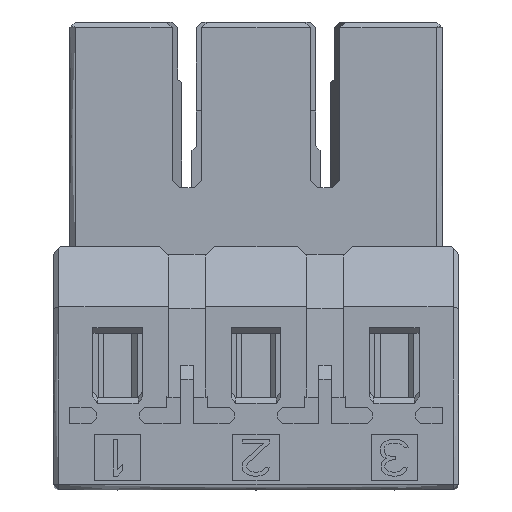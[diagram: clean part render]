
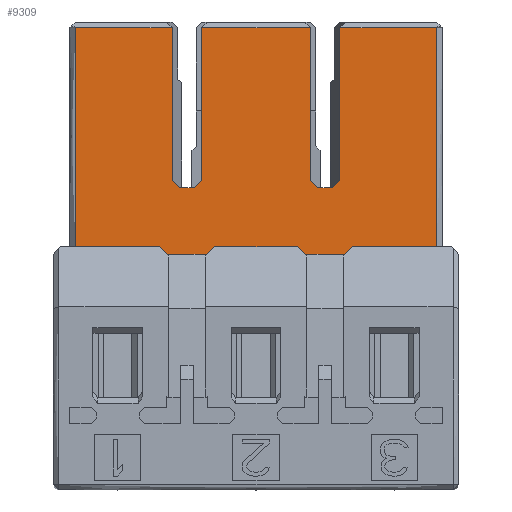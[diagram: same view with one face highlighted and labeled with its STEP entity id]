
A CAD part, front view. The second image highlights one B-rep face of the part: STEP entity #9309.
In plain terms, the highlighted free-form (B-spline) face has degree [1, 1] with [2, 2] control points.
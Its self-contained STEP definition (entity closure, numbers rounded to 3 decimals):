
#41=CARTESIAN_POINT('',(-23.6,-2.82,-2.5));
#42=VERTEX_POINT('',#41);
#48=CARTESIAN_POINT('',(-24.,-2.82,-2.1));
#49=VERTEX_POINT('',#48);
#50=CARTESIAN_POINT('',(-23.6,-2.82,-2.5));
#51=CARTESIAN_POINT('',(-24.,-2.82,-2.1));
#52=B_SPLINE_CURVE_WITH_KNOTS('',1,(#50,#51),.POLYLINE_FORM.,.F.,.U.,(2,2),(0.2,1.),.UNSPECIFIED.);
#53=EDGE_CURVE('',#42,#49,#52,.T.);
#195=CARTESIAN_POINT('',(-21.,-2.82,-2.1));
#196=VERTEX_POINT('',#195);
#197=CARTESIAN_POINT('',(-21.4,-2.82,-2.5));
#198=VERTEX_POINT('',#197);
#199=CARTESIAN_POINT('',(-21.,-2.82,-2.1));
#200=CARTESIAN_POINT('',(-21.4,-2.82,-2.5));
#201=B_SPLINE_CURVE_WITH_KNOTS('',1,(#199,#200),.POLYLINE_FORM.,.F.,.U.,(2,2),(0.,0.8),.UNSPECIFIED.);
#202=EDGE_CURVE('',#196,#198,#201,.T.);
#266=CARTESIAN_POINT('',(-16.45,-2.82,-2.1));
#267=VERTEX_POINT('',#266);
#276=CARTESIAN_POINT('',(-16.45,-2.82,-2.1));
#277=CARTESIAN_POINT('',(-21.,-2.82,-2.1));
#278=B_SPLINE_CURVE_WITH_KNOTS('',1,(#276,#277),.POLYLINE_FORM.,.F.,.U.,(2,2),(0.,1.),.UNSPECIFIED.);
#279=EDGE_CURVE('',#267,#196,#278,.T.);
#291=CARTESIAN_POINT('',(-22.1,-2.82,1.1));
#292=VERTEX_POINT('',#291);
#298=CARTESIAN_POINT('',(-21.7,-2.82,1.5));
#299=VERTEX_POINT('',#298);
#300=CARTESIAN_POINT('',(-22.1,-2.82,1.1));
#301=CARTESIAN_POINT('',(-21.7,-2.82,1.5));
#302=B_SPLINE_CURVE_WITH_KNOTS('',1,(#300,#301),.POLYLINE_FORM.,.F.,.U.,(2,2),(0.,1.),.UNSPECIFIED.);
#303=EDGE_CURVE('',#292,#299,#302,.T.);
#327=CARTESIAN_POINT('',(-22.9,-2.82,1.1));
#328=VERTEX_POINT('',#327);
#334=CARTESIAN_POINT('',(-22.9,-2.82,1.1));
#335=CARTESIAN_POINT('',(-22.1,-2.82,1.1));
#336=B_SPLINE_CURVE_WITH_KNOTS('',1,(#334,#335),.POLYLINE_FORM.,.F.,.U.,(2,2),(0.,1.),.UNSPECIFIED.);
#337=EDGE_CURVE('',#328,#292,#336,.T.);
#355=CARTESIAN_POINT('',(-23.3,-2.82,1.5));
#356=VERTEX_POINT('',#355);
#362=CARTESIAN_POINT('',(-23.3,-2.82,1.5));
#363=CARTESIAN_POINT('',(-22.9,-2.82,1.1));
#364=B_SPLINE_CURVE_WITH_KNOTS('',1,(#362,#363),.POLYLINE_FORM.,.F.,.U.,(2,2),(0.,1.),.UNSPECIFIED.);
#365=EDGE_CURVE('',#356,#328,#364,.T.);
#2582=CARTESIAN_POINT('',(-28.5,-2.82,-2.1));
#2583=VERTEX_POINT('',#2582);
#2597=CARTESIAN_POINT('',(-24.,-2.82,-2.1));
#2598=CARTESIAN_POINT('',(-28.5,-2.82,-2.1));
#2599=B_SPLINE_CURVE_WITH_KNOTS('',1,(#2597,#2598),.POLYLINE_FORM.,.F.,.U.,(2,2),(0.,1.),.UNSPECIFIED.);
#2600=EDGE_CURVE('',#49,#2583,#2599,.T.);
#3107=CARTESIAN_POINT('',(-28.9,-2.82,-2.5));
#3108=VERTEX_POINT('',#3107);
#3109=CARTESIAN_POINT('',(-28.5,-2.82,-2.1));
#3110=CARTESIAN_POINT('',(-28.9,-2.82,-2.5));
#3111=B_SPLINE_CURVE_WITH_KNOTS('',1,(#3109,#3110),.POLYLINE_FORM.,.F.,.U.,(2,2),(0.,0.8),.UNSPECIFIED.);
#3112=EDGE_CURVE('',#2583,#3108,#3111,.T.);
#3138=CARTESIAN_POINT('',(-29.6,-2.82,1.1));
#3139=VERTEX_POINT('',#3138);
#3145=CARTESIAN_POINT('',(-29.2,-2.82,1.5));
#3146=VERTEX_POINT('',#3145);
#3147=CARTESIAN_POINT('',(-29.6,-2.82,1.1));
#3148=CARTESIAN_POINT('',(-29.2,-2.82,1.5));
#3149=B_SPLINE_CURVE_WITH_KNOTS('',1,(#3147,#3148),.POLYLINE_FORM.,.F.,.U.,(2,2),(0.,1.),.UNSPECIFIED.);
#3150=EDGE_CURVE('',#3139,#3146,#3149,.T.);
#3180=CARTESIAN_POINT('',(-30.4,-2.82,1.1));
#3181=VERTEX_POINT('',#3180);
#3187=CARTESIAN_POINT('',(-30.4,-2.82,1.1));
#3188=CARTESIAN_POINT('',(-29.6,-2.82,1.1));
#3189=B_SPLINE_CURVE_WITH_KNOTS('',1,(#3187,#3188),.POLYLINE_FORM.,.F.,.U.,(2,2),(0.,1.),.UNSPECIFIED.);
#3190=EDGE_CURVE('',#3181,#3139,#3189,.T.);
#3202=CARTESIAN_POINT('',(-30.8,-2.82,1.5));
#3203=VERTEX_POINT('',#3202);
#3209=CARTESIAN_POINT('',(-30.8,-2.82,1.5));
#3210=CARTESIAN_POINT('',(-30.4,-2.82,1.1));
#3211=B_SPLINE_CURVE_WITH_KNOTS('',1,(#3209,#3210),.POLYLINE_FORM.,.F.,.U.,(2,2),(0.,1.),.UNSPECIFIED.);
#3212=EDGE_CURVE('',#3203,#3181,#3211,.T.);
#3228=CARTESIAN_POINT('',(-36.05,-2.82,-2.1));
#3229=VERTEX_POINT('',#3228);
#3266=CARTESIAN_POINT('',(-31.5,-2.82,-2.1));
#3267=VERTEX_POINT('',#3266);
#3273=CARTESIAN_POINT('',(-31.5,-2.82,-2.1));
#3274=CARTESIAN_POINT('',(-36.05,-2.82,-2.1));
#3275=B_SPLINE_CURVE_WITH_KNOTS('',1,(#3273,#3274),.POLYLINE_FORM.,.F.,.U.,(2,2),(0.,1.),.UNSPECIFIED.);
#3276=EDGE_CURVE('',#3267,#3229,#3275,.T.);
#3307=CARTESIAN_POINT('',(-31.1,-2.82,-2.5));
#3308=VERTEX_POINT('',#3307);
#3314=CARTESIAN_POINT('',(-31.1,-2.82,-2.5));
#3315=CARTESIAN_POINT('',(-31.5,-2.82,-2.1));
#3316=B_SPLINE_CURVE_WITH_KNOTS('',1,(#3314,#3315),.POLYLINE_FORM.,.F.,.U.,(2,2),(0.2,1.),.UNSPECIFIED.);
#3317=EDGE_CURVE('',#3308,#3267,#3316,.T.);
#9142=CARTESIAN_POINT('',(-16.45,-2.82,9.8));
#9143=VERTEX_POINT('',#9142);
#9153=CARTESIAN_POINT('',(-16.45,-2.82,9.8));
#9154=CARTESIAN_POINT('',(-16.45,-2.82,-2.1));
#9155=B_SPLINE_CURVE_WITH_KNOTS('',1,(#9153,#9154),.POLYLINE_FORM.,.F.,.U.,(2,2),(0.,1.),.UNSPECIFIED.);
#9156=EDGE_CURVE('',#9143,#267,#9155,.T.);
#9228=CARTESIAN_POINT('',(-36.05,-2.82,38.757));
#9229=CARTESIAN_POINT('',(-9.093,-2.82,38.757));
#9230=CARTESIAN_POINT('',(-36.05,-2.82,-6.6));
#9231=CARTESIAN_POINT('',(-9.093,-2.82,-6.6));
#9232=B_SPLINE_SURFACE_WITH_KNOTS('',1,1,((#9228,#9229),(#9230,#9231)),.PLANE_SURF.,.F.,.F.,.U.,(2,2),(2,2),(-1.766,1.),(0.,1.375),.UNSPECIFIED.);
#9233=ORIENTED_EDGE('',*,*,#2600,.F.);
#9234=ORIENTED_EDGE('',*,*,#53,.F.);
#9235=CARTESIAN_POINT('',(-21.4,-2.82,-2.5));
#9236=CARTESIAN_POINT('',(-23.6,-2.82,-2.5));
#9237=B_SPLINE_CURVE_WITH_KNOTS('',1,(#9235,#9236),.POLYLINE_FORM.,.F.,.U.,(2,2),(0.315,0.395),.UNSPECIFIED.);
#9238=EDGE_CURVE('',#198,#42,#9237,.T.);
#9239=ORIENTED_EDGE('',*,*,#9238,.F.);
#9240=ORIENTED_EDGE('',*,*,#202,.F.);
#9241=ORIENTED_EDGE('',*,*,#279,.F.);
#9242=ORIENTED_EDGE('',*,*,#9156,.F.);
#9243=CARTESIAN_POINT('',(-21.7,-2.82,9.8));
#9244=VERTEX_POINT('',#9243);
#9245=CARTESIAN_POINT('',(-16.45,-2.82,9.8));
#9246=CARTESIAN_POINT('',(-21.7,-2.82,9.8));
#9247=B_SPLINE_CURVE_WITH_KNOTS('',1,(#9245,#9246),.POLYLINE_FORM.,.F.,.U.,(2,2),(0.,1.),.UNSPECIFIED.);
#9248=EDGE_CURVE('',#9143,#9244,#9247,.T.);
#9249=ORIENTED_EDGE('',*,*,#9248,.T.);
#9250=CARTESIAN_POINT('',(-21.7,-2.82,9.8));
#9251=CARTESIAN_POINT('',(-21.7,-2.82,1.5));
#9252=B_SPLINE_CURVE_WITH_KNOTS('',1,(#9250,#9251),.POLYLINE_FORM.,.F.,.U.,(2,2),(0.,1.),.UNSPECIFIED.);
#9253=EDGE_CURVE('',#9244,#299,#9252,.T.);
#9254=ORIENTED_EDGE('',*,*,#9253,.T.);
#9255=ORIENTED_EDGE('',*,*,#303,.F.);
#9256=ORIENTED_EDGE('',*,*,#337,.F.);
#9257=ORIENTED_EDGE('',*,*,#365,.F.);
#9258=CARTESIAN_POINT('',(-23.3,-2.82,9.8));
#9259=VERTEX_POINT('',#9258);
#9260=CARTESIAN_POINT('',(-23.3,-2.82,1.5));
#9261=CARTESIAN_POINT('',(-23.3,-2.82,9.8));
#9262=B_SPLINE_CURVE_WITH_KNOTS('',1,(#9260,#9261),.POLYLINE_FORM.,.F.,.U.,(2,2),(0.,1.),.UNSPECIFIED.);
#9263=EDGE_CURVE('',#356,#9259,#9262,.T.);
#9264=ORIENTED_EDGE('',*,*,#9263,.T.);
#9265=CARTESIAN_POINT('',(-29.2,-2.82,9.8));
#9266=VERTEX_POINT('',#9265);
#9267=CARTESIAN_POINT('',(-23.3,-2.82,9.8));
#9268=CARTESIAN_POINT('',(-29.2,-2.82,9.8));
#9269=B_SPLINE_CURVE_WITH_KNOTS('',1,(#9267,#9268),.POLYLINE_FORM.,.F.,.U.,(2,2),(0.,1.),.UNSPECIFIED.);
#9270=EDGE_CURVE('',#9259,#9266,#9269,.T.);
#9271=ORIENTED_EDGE('',*,*,#9270,.T.);
#9272=CARTESIAN_POINT('',(-29.2,-2.82,9.8));
#9273=CARTESIAN_POINT('',(-29.2,-2.82,1.5));
#9274=B_SPLINE_CURVE_WITH_KNOTS('',1,(#9272,#9273),.POLYLINE_FORM.,.F.,.U.,(2,2),(0.,1.),.UNSPECIFIED.);
#9275=EDGE_CURVE('',#9266,#3146,#9274,.T.);
#9276=ORIENTED_EDGE('',*,*,#9275,.T.);
#9277=ORIENTED_EDGE('',*,*,#3150,.F.);
#9278=ORIENTED_EDGE('',*,*,#3190,.F.);
#9279=ORIENTED_EDGE('',*,*,#3212,.F.);
#9280=CARTESIAN_POINT('',(-30.8,-2.82,9.8));
#9281=VERTEX_POINT('',#9280);
#9282=CARTESIAN_POINT('',(-30.8,-2.82,1.5));
#9283=CARTESIAN_POINT('',(-30.8,-2.82,9.8));
#9284=B_SPLINE_CURVE_WITH_KNOTS('',1,(#9282,#9283),.POLYLINE_FORM.,.F.,.U.,(2,2),(0.,1.),.UNSPECIFIED.);
#9285=EDGE_CURVE('',#3203,#9281,#9284,.T.);
#9286=ORIENTED_EDGE('',*,*,#9285,.T.);
#9287=CARTESIAN_POINT('',(-36.05,-2.82,9.8));
#9288=VERTEX_POINT('',#9287);
#9289=CARTESIAN_POINT('',(-30.8,-2.82,9.8));
#9290=CARTESIAN_POINT('',(-36.05,-2.82,9.8));
#9291=B_SPLINE_CURVE_WITH_KNOTS('',1,(#9289,#9290),.POLYLINE_FORM.,.F.,.U.,(2,2),(0.,1.),.UNSPECIFIED.);
#9292=EDGE_CURVE('',#9281,#9288,#9291,.T.);
#9293=ORIENTED_EDGE('',*,*,#9292,.T.);
#9294=CARTESIAN_POINT('',(-36.05,-2.82,9.8));
#9295=CARTESIAN_POINT('',(-36.05,-2.82,-2.1));
#9296=B_SPLINE_CURVE_WITH_KNOTS('',1,(#9294,#9295),.POLYLINE_FORM.,.F.,.U.,(2,2),(0.,1.),.UNSPECIFIED.);
#9297=EDGE_CURVE('',#9288,#3229,#9296,.T.);
#9298=ORIENTED_EDGE('',*,*,#9297,.T.);
#9299=ORIENTED_EDGE('',*,*,#3276,.F.);
#9300=ORIENTED_EDGE('',*,*,#3317,.F.);
#9301=CARTESIAN_POINT('',(-28.9,-2.82,-2.5));
#9302=CARTESIAN_POINT('',(-31.1,-2.82,-2.5));
#9303=B_SPLINE_CURVE_WITH_KNOTS('',1,(#9301,#9302),.POLYLINE_FORM.,.F.,.U.,(2,2),(0.588,0.668),.UNSPECIFIED.);
#9304=EDGE_CURVE('',#3108,#3308,#9303,.T.);
#9305=ORIENTED_EDGE('',*,*,#9304,.F.);
#9306=ORIENTED_EDGE('',*,*,#3112,.F.);
#9307=EDGE_LOOP('',(#9233,#9234,#9239,#9240,#9241,#9242,#9249,#9254,#9255,#9256,#9257,#9264,#9271,#9276,#9277,#9278,#9279,#9286,#9293,#9298,#9299,#9300,#9305,#9306));
#9308=FACE_OUTER_BOUND('',#9307,.T.);
#9309=ADVANCED_FACE('',(#9308),#9232,.T.);
